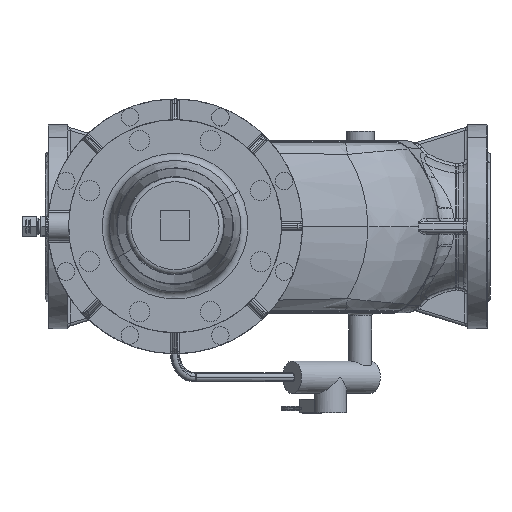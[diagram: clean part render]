
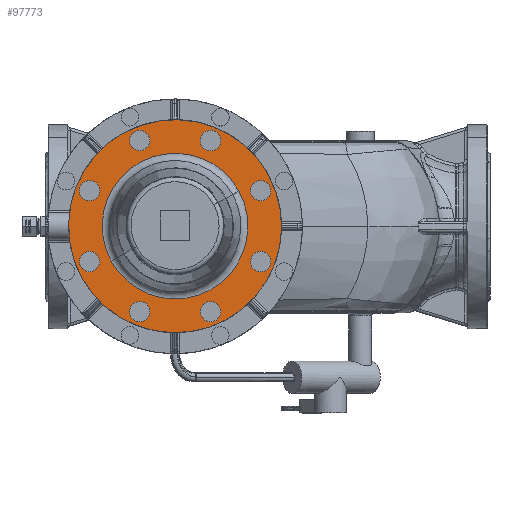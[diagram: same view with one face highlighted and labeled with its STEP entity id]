
A CAD part, top view. The second image highlights one B-rep face of the part: STEP entity #97773.
In plain terms, the highlighted planar face has unit normal (0, 0, 1).
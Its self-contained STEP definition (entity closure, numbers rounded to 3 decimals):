
#97317=DIRECTION('Axis2P3D Direction',(-0.,0.,1.)) ;
#97342=DIRECTION('Axis2P3D Direction',(0.,0.,1.)) ;
#97603=DIRECTION('Axis2P3D Direction',(0.,-0.,1.)) ;
#97604=DIRECTION('Axis2P3D XDirection',(0.,1.,0.)) ;
#97612=DIRECTION('Axis2P3D Direction',(0.,-0.,1.)) ;
#97621=DIRECTION('Axis2P3D Direction',(0.,-0.,1.)) ;
#97630=DIRECTION('Axis2P3D Direction',(0.,-0.,1.)) ;
#97639=DIRECTION('Axis2P3D Direction',(0.,-0.,1.)) ;
#97648=DIRECTION('Axis2P3D Direction',(0.,-0.,1.)) ;
#97657=DIRECTION('Axis2P3D Direction',(0.,-0.,1.)) ;
#97666=DIRECTION('Axis2P3D Direction',(0.,-0.,1.)) ;
#97675=DIRECTION('Axis2P3D Direction',(0.,-0.,1.)) ;
#97684=DIRECTION('Axis2P3D Direction',(0.,-0.,1.)) ;
#97693=DIRECTION('Axis2P3D Direction',(0.,-0.,1.)) ;
#97702=DIRECTION('Axis2P3D Direction',(0.,-0.,1.)) ;
#97711=DIRECTION('Axis2P3D Direction',(0.,-0.,1.)) ;
#97720=DIRECTION('Axis2P3D Direction',(0.,-0.,1.)) ;
#97729=DIRECTION('Axis2P3D Direction',(0.,-0.,1.)) ;
#97738=DIRECTION('Axis2P3D Direction',(0.,-0.,1.)) ;
#97747=DIRECTION('Axis2P3D Direction',(0.,-0.,1.)) ;
#97756=DIRECTION('Axis2P3D Direction',(0.,-0.,1.)) ;
#97765=DIRECTION('Axis2P3D Direction',(0.,-0.,1.)) ;
#97313=CARTESIAN_POINT('Vertex',(-100.922,-55.134,402.)) ;
#97316=CARTESIAN_POINT('Axis2P3D Location',(0.,0.,402.)) ;
#97320=CARTESIAN_POINT('Vertex',(100.922,55.134,402.)) ;
#97341=CARTESIAN_POINT('Axis2P3D Location',(0.,0.,402.)) ;
#97602=CARTESIAN_POINT('Axis2P3D Location',(78.639,0.,402.)) ;
#97611=CARTESIAN_POINT('Axis2P3D Location',(92.388,-38.268,402.)) ;
#97615=CARTESIAN_POINT('Vertex',(81.388,-38.268,402.)) ;
#97617=CARTESIAN_POINT('Vertex',(103.388,-38.268,402.)) ;
#97620=CARTESIAN_POINT('Axis2P3D Location',(92.388,-38.268,402.)) ;
#97629=CARTESIAN_POINT('Axis2P3D Location',(0.,0.,402.)) ;
#97633=CARTESIAN_POINT('Vertex',(69.012,37.701,402.)) ;
#97635=CARTESIAN_POINT('Vertex',(-69.012,-37.701,402.)) ;
#97638=CARTESIAN_POINT('Axis2P3D Location',(0.,0.,402.)) ;
#97647=CARTESIAN_POINT('Axis2P3D Location',(92.388,38.268,402.)) ;
#97651=CARTESIAN_POINT('Vertex',(100.166,46.047,402.)) ;
#97653=CARTESIAN_POINT('Vertex',(84.61,30.49,402.)) ;
#97656=CARTESIAN_POINT('Axis2P3D Location',(92.388,38.268,402.)) ;
#97665=CARTESIAN_POINT('Axis2P3D Location',(38.268,92.388,402.)) ;
#97669=CARTESIAN_POINT('Vertex',(38.268,103.388,402.)) ;
#97671=CARTESIAN_POINT('Vertex',(38.268,81.388,402.)) ;
#97674=CARTESIAN_POINT('Axis2P3D Location',(38.268,92.388,402.)) ;
#97683=CARTESIAN_POINT('Axis2P3D Location',(-38.268,92.388,402.)) ;
#97687=CARTESIAN_POINT('Vertex',(-46.047,100.166,402.)) ;
#97689=CARTESIAN_POINT('Vertex',(-30.49,84.61,402.)) ;
#97692=CARTESIAN_POINT('Axis2P3D Location',(-38.268,92.388,402.)) ;
#97701=CARTESIAN_POINT('Axis2P3D Location',(-92.388,38.268,402.)) ;
#97705=CARTESIAN_POINT('Vertex',(-103.388,38.268,402.)) ;
#97707=CARTESIAN_POINT('Vertex',(-81.388,38.268,402.)) ;
#97710=CARTESIAN_POINT('Axis2P3D Location',(-92.388,38.268,402.)) ;
#97719=CARTESIAN_POINT('Axis2P3D Location',(-92.388,-38.268,402.)) ;
#97723=CARTESIAN_POINT('Vertex',(-100.166,-46.047,402.)) ;
#97725=CARTESIAN_POINT('Vertex',(-84.61,-30.49,402.)) ;
#97728=CARTESIAN_POINT('Axis2P3D Location',(-92.388,-38.268,402.)) ;
#97737=CARTESIAN_POINT('Axis2P3D Location',(-38.268,-92.388,402.)) ;
#97741=CARTESIAN_POINT('Vertex',(-38.268,-103.388,402.)) ;
#97743=CARTESIAN_POINT('Vertex',(-38.268,-81.388,402.)) ;
#97746=CARTESIAN_POINT('Axis2P3D Location',(-38.268,-92.388,402.)) ;
#97755=CARTESIAN_POINT('Axis2P3D Location',(38.268,-92.388,402.)) ;
#97759=CARTESIAN_POINT('Vertex',(46.047,-100.166,402.)) ;
#97761=CARTESIAN_POINT('Vertex',(30.49,-84.61,402.)) ;
#97764=CARTESIAN_POINT('Axis2P3D Location',(38.268,-92.388,402.)) ;
#97318=AXIS2_PLACEMENT_3D('Circle Axis2P3D',#97316,#97317,$) ;
#97343=AXIS2_PLACEMENT_3D('Circle Axis2P3D',#97341,#97342,$) ;
#97605=AXIS2_PLACEMENT_3D('Plane Axis2P3D',#97602,#97603,#97604) ;
#97613=AXIS2_PLACEMENT_3D('Circle Axis2P3D',#97611,#97612,$) ;
#97622=AXIS2_PLACEMENT_3D('Circle Axis2P3D',#97620,#97621,$) ;
#97631=AXIS2_PLACEMENT_3D('Circle Axis2P3D',#97629,#97630,$) ;
#97640=AXIS2_PLACEMENT_3D('Circle Axis2P3D',#97638,#97639,$) ;
#97649=AXIS2_PLACEMENT_3D('Circle Axis2P3D',#97647,#97648,$) ;
#97658=AXIS2_PLACEMENT_3D('Circle Axis2P3D',#97656,#97657,$) ;
#97667=AXIS2_PLACEMENT_3D('Circle Axis2P3D',#97665,#97666,$) ;
#97676=AXIS2_PLACEMENT_3D('Circle Axis2P3D',#97674,#97675,$) ;
#97685=AXIS2_PLACEMENT_3D('Circle Axis2P3D',#97683,#97684,$) ;
#97694=AXIS2_PLACEMENT_3D('Circle Axis2P3D',#97692,#97693,$) ;
#97703=AXIS2_PLACEMENT_3D('Circle Axis2P3D',#97701,#97702,$) ;
#97712=AXIS2_PLACEMENT_3D('Circle Axis2P3D',#97710,#97711,$) ;
#97721=AXIS2_PLACEMENT_3D('Circle Axis2P3D',#97719,#97720,$) ;
#97730=AXIS2_PLACEMENT_3D('Circle Axis2P3D',#97728,#97729,$) ;
#97739=AXIS2_PLACEMENT_3D('Circle Axis2P3D',#97737,#97738,$) ;
#97748=AXIS2_PLACEMENT_3D('Circle Axis2P3D',#97746,#97747,$) ;
#97757=AXIS2_PLACEMENT_3D('Circle Axis2P3D',#97755,#97756,$) ;
#97766=AXIS2_PLACEMENT_3D('Circle Axis2P3D',#97764,#97765,$) ;
#97628=FACE_BOUND('',#97625,.T.) ;
#97646=FACE_BOUND('',#97643,.T.) ;
#97664=FACE_BOUND('',#97661,.T.) ;
#97682=FACE_BOUND('',#97679,.T.) ;
#97700=FACE_BOUND('',#97697,.T.) ;
#97718=FACE_BOUND('',#97715,.T.) ;
#97736=FACE_BOUND('',#97733,.T.) ;
#97754=FACE_BOUND('',#97751,.T.) ;
#97772=FACE_BOUND('',#97769,.T.) ;
#97322=EDGE_CURVE('',#97321,#97314,#97319,.T.) ;
#97345=EDGE_CURVE('',#97314,#97321,#97344,.T.) ;
#97619=EDGE_CURVE('',#97616,#97618,#97614,.T.) ;
#97624=EDGE_CURVE('',#97618,#97616,#97623,.T.) ;
#97637=EDGE_CURVE('',#97634,#97636,#97632,.T.) ;
#97642=EDGE_CURVE('',#97636,#97634,#97641,.T.) ;
#97655=EDGE_CURVE('',#97652,#97654,#97650,.T.) ;
#97660=EDGE_CURVE('',#97654,#97652,#97659,.T.) ;
#97673=EDGE_CURVE('',#97670,#97672,#97668,.T.) ;
#97678=EDGE_CURVE('',#97672,#97670,#97677,.T.) ;
#97691=EDGE_CURVE('',#97688,#97690,#97686,.T.) ;
#97696=EDGE_CURVE('',#97690,#97688,#97695,.T.) ;
#97709=EDGE_CURVE('',#97706,#97708,#97704,.T.) ;
#97714=EDGE_CURVE('',#97708,#97706,#97713,.T.) ;
#97727=EDGE_CURVE('',#97724,#97726,#97722,.T.) ;
#97732=EDGE_CURVE('',#97726,#97724,#97731,.T.) ;
#97745=EDGE_CURVE('',#97742,#97744,#97740,.T.) ;
#97750=EDGE_CURVE('',#97744,#97742,#97749,.T.) ;
#97763=EDGE_CURVE('',#97760,#97762,#97758,.T.) ;
#97768=EDGE_CURVE('',#97762,#97760,#97767,.T.) ;
#97606=PLANE('Plane',#97605) ;
#97608=ORIENTED_EDGE('',*,*,#97345,.T.) ;
#97609=ORIENTED_EDGE('',*,*,#97322,.T.) ;
#97626=ORIENTED_EDGE('',*,*,#97619,.F.) ;
#97627=ORIENTED_EDGE('',*,*,#97624,.F.) ;
#97644=ORIENTED_EDGE('',*,*,#97637,.F.) ;
#97645=ORIENTED_EDGE('',*,*,#97642,.F.) ;
#97662=ORIENTED_EDGE('',*,*,#97655,.F.) ;
#97663=ORIENTED_EDGE('',*,*,#97660,.F.) ;
#97680=ORIENTED_EDGE('',*,*,#97673,.F.) ;
#97681=ORIENTED_EDGE('',*,*,#97678,.F.) ;
#97698=ORIENTED_EDGE('',*,*,#97691,.F.) ;
#97699=ORIENTED_EDGE('',*,*,#97696,.F.) ;
#97716=ORIENTED_EDGE('',*,*,#97709,.F.) ;
#97717=ORIENTED_EDGE('',*,*,#97714,.F.) ;
#97734=ORIENTED_EDGE('',*,*,#97727,.F.) ;
#97735=ORIENTED_EDGE('',*,*,#97732,.F.) ;
#97752=ORIENTED_EDGE('',*,*,#97745,.F.) ;
#97753=ORIENTED_EDGE('',*,*,#97750,.F.) ;
#97770=ORIENTED_EDGE('',*,*,#97763,.F.) ;
#97771=ORIENTED_EDGE('',*,*,#97768,.F.) ;
#97773=ADVANCED_FACE('Brep With Voids',(#97610,#97628,#97646,#97664,#97682,#97700,#97718,#97736,#97754,#97772),#97606,.T.) ;
#97319=CIRCLE('generated circle',#97318,115.) ;
#97344=CIRCLE('generated circle',#97343,115.) ;
#97614=CIRCLE('generated circle',#97613,11.) ;
#97623=CIRCLE('generated circle',#97622,11.) ;
#97632=CIRCLE('generated circle',#97631,78.639) ;
#97641=CIRCLE('generated circle',#97640,78.639) ;
#97650=CIRCLE('generated circle',#97649,11.) ;
#97659=CIRCLE('generated circle',#97658,11.) ;
#97668=CIRCLE('generated circle',#97667,11.) ;
#97677=CIRCLE('generated circle',#97676,11.) ;
#97686=CIRCLE('generated circle',#97685,11.) ;
#97695=CIRCLE('generated circle',#97694,11.) ;
#97704=CIRCLE('generated circle',#97703,11.) ;
#97713=CIRCLE('generated circle',#97712,11.) ;
#97722=CIRCLE('generated circle',#97721,11.) ;
#97731=CIRCLE('generated circle',#97730,11.) ;
#97740=CIRCLE('generated circle',#97739,11.) ;
#97749=CIRCLE('generated circle',#97748,11.) ;
#97758=CIRCLE('generated circle',#97757,11.) ;
#97767=CIRCLE('generated circle',#97766,11.) ;
#97314=VERTEX_POINT('',#97313) ;
#97321=VERTEX_POINT('',#97320) ;
#97616=VERTEX_POINT('',#97615) ;
#97618=VERTEX_POINT('',#97617) ;
#97634=VERTEX_POINT('',#97633) ;
#97636=VERTEX_POINT('',#97635) ;
#97652=VERTEX_POINT('',#97651) ;
#97654=VERTEX_POINT('',#97653) ;
#97670=VERTEX_POINT('',#97669) ;
#97672=VERTEX_POINT('',#97671) ;
#97688=VERTEX_POINT('',#97687) ;
#97690=VERTEX_POINT('',#97689) ;
#97706=VERTEX_POINT('',#97705) ;
#97708=VERTEX_POINT('',#97707) ;
#97724=VERTEX_POINT('',#97723) ;
#97726=VERTEX_POINT('',#97725) ;
#97742=VERTEX_POINT('',#97741) ;
#97744=VERTEX_POINT('',#97743) ;
#97760=VERTEX_POINT('',#97759) ;
#97762=VERTEX_POINT('',#97761) ;
#97607=EDGE_LOOP('',(#97608,#97609)) ;
#97625=EDGE_LOOP('',(#97626,#97627)) ;
#97643=EDGE_LOOP('',(#97644,#97645)) ;
#97661=EDGE_LOOP('',(#97662,#97663)) ;
#97679=EDGE_LOOP('',(#97680,#97681)) ;
#97697=EDGE_LOOP('',(#97698,#97699)) ;
#97715=EDGE_LOOP('',(#97716,#97717)) ;
#97733=EDGE_LOOP('',(#97734,#97735)) ;
#97751=EDGE_LOOP('',(#97752,#97753)) ;
#97769=EDGE_LOOP('',(#97770,#97771)) ;
#97610=FACE_OUTER_BOUND('',#97607,.T.) ;
